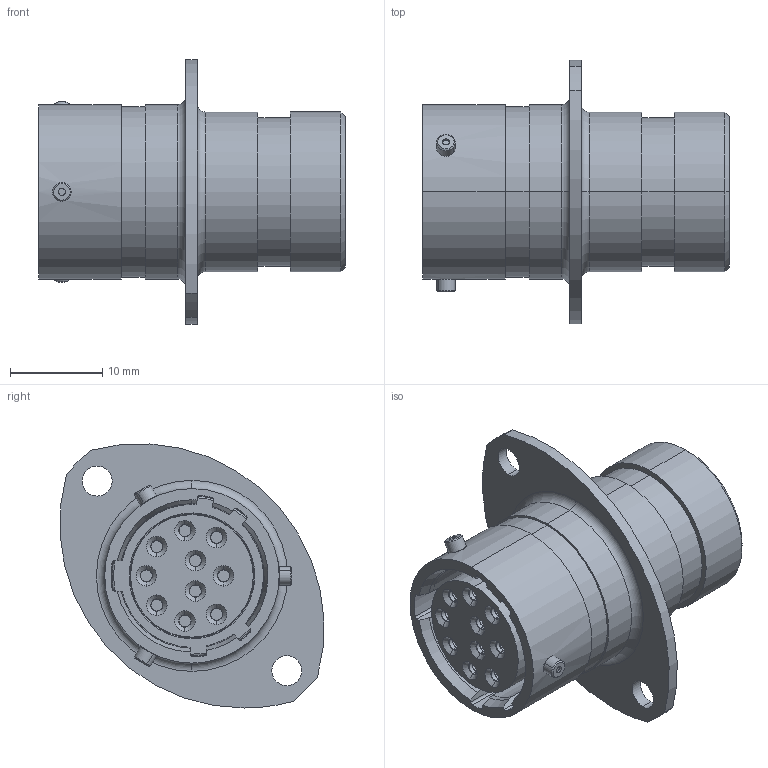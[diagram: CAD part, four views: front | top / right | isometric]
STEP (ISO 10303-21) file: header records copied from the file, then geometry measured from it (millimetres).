
FILE_DESCRIPTION (( 'STEP AP214' ), '1' );
FILE_NAME ('AS012-98SN.STEP', '2013-07-26T11:43:52', ( 'TE Connectivity' ), ( 'TE Connectivity' ), 'SwSTEP 2.0', 'SolidWorks 2011', '' );
FILE_SCHEMA (( 'AUTOMOTIVE_DESIGN' ));
Length unit declared in the file: inch
Products named in the file (1): AS012-98SN
Bounding box: 33.31 x 28.61 x 28.66 mm (x, y, z)
Volume: 6832.9 mm3; surface area: 9234.5 mm2
Topology: 10 solids, 10 shells, 505 faces, 1122 edges, 655 vertices
Faces by surface type: cylinder 184, torus 144, cone 100, plane 65, sphere 12
Entity records: 21031 total; most frequent: DIRECTION 2853, CARTESIAN_POINT 2551, ORIENTED_EDGE 2232, AXIS2_PLACEMENT_3D 1269, EDGE_CURVE 1116, CIRCLE 763, VERTEX_POINT 655, EDGE_LOOP 585
